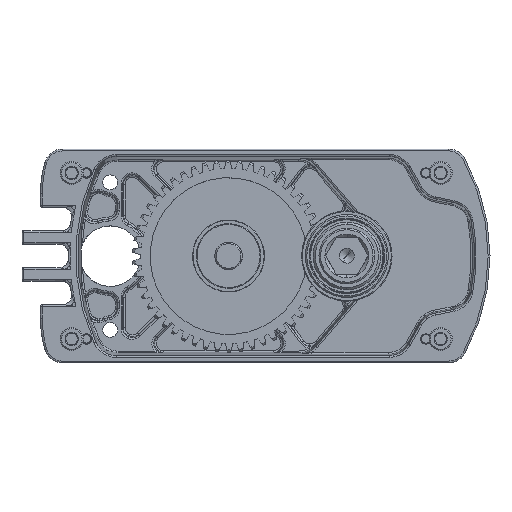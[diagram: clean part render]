
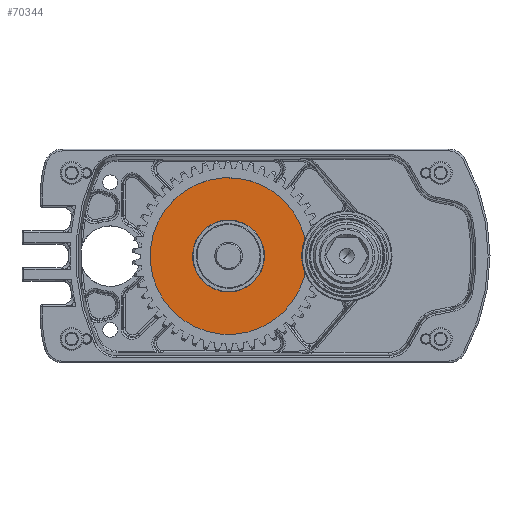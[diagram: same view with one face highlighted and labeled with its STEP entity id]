
A CAD part, top view. The second image highlights one B-rep face of the part: STEP entity #70344.
In plain terms, the highlighted face is planar.
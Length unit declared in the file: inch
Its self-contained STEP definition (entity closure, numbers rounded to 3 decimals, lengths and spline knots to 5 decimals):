
#626 = EDGE_CURVE ( 'NONE', #31126, #41828, #34600, .T. ) ;
#3489 = CARTESIAN_POINT ( 'NONE',  ( 0.1375, 0., 0. ) ) ;
#3687 = AXIS2_PLACEMENT_3D ( 'NONE', #23383, #17934, #49686 ) ;
#4866 = VERTEX_POINT ( 'NONE', #43093 ) ;
#5567 = DIRECTION ( 'NONE',  ( 1., 0., 0. ) ) ;
#10421 = FACE_BOUND ( 'NONE', #33392, .T. ) ;
#11290 = VERTEX_POINT ( 'NONE', #23119 ) ;
#17934 = DIRECTION ( 'NONE',  ( 1., 0., 0. ) ) ;
#19758 = DIRECTION ( 'NONE',  ( 0., 0., -1. ) ) ;
#21525 = DIRECTION ( 'NONE',  ( 1., 0., 0. ) ) ;
#23119 = CARTESIAN_POINT ( 'NONE',  ( 0.1375, 0., -1.0625 ) ) ;
#23383 = CARTESIAN_POINT ( 'NONE',  ( 0.1375, 0., 0. ) ) ;
#24154 = ORIENTED_EDGE ( 'NONE', *, *, #626, .T. ) ;
#26055 = CARTESIAN_POINT ( 'NONE',  ( 0.1375, 0., -0.2625 ) ) ;
#29771 = ORIENTED_EDGE ( 'NONE', *, *, #52307, .F. ) ;
#31126 = VERTEX_POINT ( 'NONE', #26055 ) ;
#33392 = EDGE_LOOP ( 'NONE', ( #24154, #43763 ) ) ;
#33968 = DIRECTION ( 'NONE',  ( 0., 0., -1. ) ) ;
#34600 = CIRCLE ( 'NONE', #77344, 0.2625 ) ;
#36511 = CARTESIAN_POINT ( 'NONE',  ( 0.1375, 0., 0.2625 ) ) ;
#38693 = ORIENTED_EDGE ( 'NONE', *, *, #56242, .F. ) ;
#40299 = DIRECTION ( 'NONE',  ( 0., 0., -1. ) ) ;
#41828 = VERTEX_POINT ( 'NONE', #36511 ) ;
#43093 = CARTESIAN_POINT ( 'NONE',  ( 0.1375, 0., 1.0625 ) ) ;
#43580 = CARTESIAN_POINT ( 'NONE',  ( 0.1375, 0., 0. ) ) ;
#43763 = ORIENTED_EDGE ( 'NONE', *, *, #73731, .T. ) ;
#46713 = CIRCLE ( 'NONE', #52015, 0.2625 ) ;
#49686 = DIRECTION ( 'NONE',  ( 0., 0., -1. ) ) ;
#50610 = AXIS2_PLACEMENT_3D ( 'NONE', #43580, #5567, #19758 ) ;
#52015 = AXIS2_PLACEMENT_3D ( 'NONE', #3489, #21525, #40299 ) ;
#52307 = EDGE_CURVE ( 'NONE', #11290, #4866, #61321, .T. ) ;
#56004 = FACE_OUTER_BOUND ( 'NONE', #58351, .T. ) ;
#56124 = AXIS2_PLACEMENT_3D ( 'NONE', #66164, #70791, #33968 ) ;
#56242 = EDGE_CURVE ( 'NONE', #4866, #11290, #68168, .T. ) ;
#58351 = EDGE_LOOP ( 'NONE', ( #38693, #29771 ) ) ;
#61321 = CIRCLE ( 'NONE', #50610, 1.0625 ) ;
#61833 = PLANE ( 'NONE',  #3687 ) ;
#66164 = CARTESIAN_POINT ( 'NONE',  ( 0.1375, 0., 0. ) ) ;
#68168 = CIRCLE ( 'NONE', #56124, 1.0625 ) ;
#68843 = CARTESIAN_POINT ( 'NONE',  ( 0.1375, 0., 0. ) ) ;
#70344 = ADVANCED_FACE ( 'NONE', ( #56004, #10421 ), #61833, .F. ) ;
#70791 = DIRECTION ( 'NONE',  ( 1., 0., 0. ) ) ;
#73731 = EDGE_CURVE ( 'NONE', #41828, #31126, #46713, .T. ) ;
#76369 = DIRECTION ( 'NONE',  ( 1., 0., 0. ) ) ;
#77344 = AXIS2_PLACEMENT_3D ( 'NONE', #68843, #76369, #81820 ) ;
#81820 = DIRECTION ( 'NONE',  ( 0., 0., -1. ) ) ;
